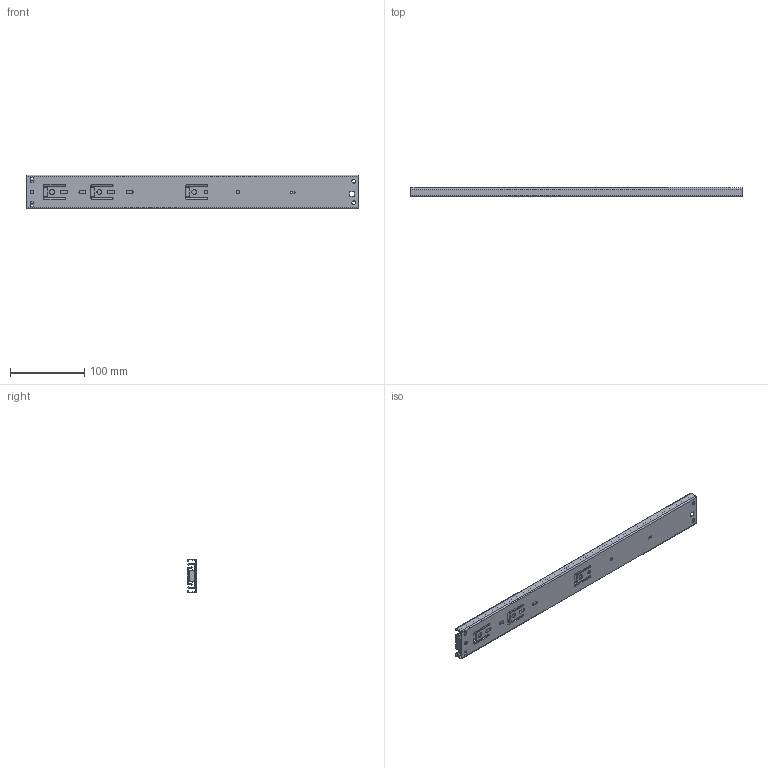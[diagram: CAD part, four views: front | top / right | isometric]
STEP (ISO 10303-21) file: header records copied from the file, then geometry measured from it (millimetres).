
FILE_DESCRIPTION (( 'STEP AP214' ), '1' );
FILE_NAME ('F002916-CLOSED_3D.step', '2022-06-06T11:48:00', ( '' ), ( '' ), 'SwSTEP 2.0', 'SolidWorks 2020', '' );
FILE_SCHEMA (( 'AUTOMOTIVE_DESIGN' ));
Length unit declared in the file: millimetre
Products named in the file (4): NB48-vnitrni s tlumenim 450 mm; NB48-Vnejsi s tlumenim 450 mm; NB48-stredni s tlumenim 450; F002916-CLOSED_3D
Assembly tree (3 placements, depth 2):
  F002916-CLOSED_3D
    NB48-Vnejsi s tlumenim 450 mm
    NB48-stredni s tlumenim 450
    NB48-vnitrni s tlumenim 450 mm
Bounding box: 448 x 12.7 x 45.7 mm (x, y, z)
Volume: 80475.8 mm3; surface area: 131007.1 mm2
Topology: 3 solids, 3 shells, 234 faces, 682 edges, 454 vertices
Faces by surface type: cylinder 129, plane 105
Entity records: 8106 total; most frequent: DIRECTION 1420, CARTESIAN_POINT 1376, ORIENTED_EDGE 1364, EDGE_CURVE 682, AXIS2_PLACEMENT_3D 498, VERTEX_POINT 454, LINE 424, VECTOR 424
